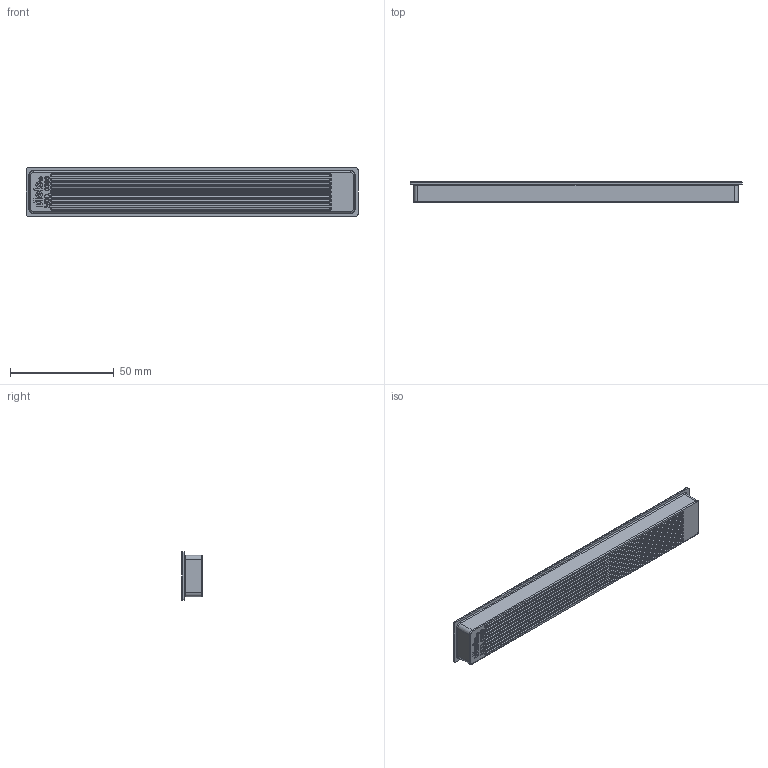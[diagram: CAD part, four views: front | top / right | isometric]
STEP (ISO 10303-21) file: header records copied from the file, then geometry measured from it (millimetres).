
FILE_DESCRIPTION(/* description */ (''),/* implementation_level */ '2;1');
FILE_NAME(/* name */ '0366_04.stp',/* time_stamp */ '2023-01-02T13:37:48+01:00',/* author */ ('jferrer'),/* organization */ (''),/* preprocessor_version */ 'ST-DEVELOPER v18.1',/* originating_system */ 'Autodesk Inventor 2022',/* authorisation */ '');
FILE_SCHEMA (('CONFIG_CONTROL_DESIGN'));
Length unit declared in the file: millimetre
Products named in the file (1): 0366_04
Bounding box: 160 x 10 x 23.6 mm (x, y, z)
Volume: 7632.1 mm3; surface area: 14379.4 mm2
Topology: 1 solids, 1 shells, 510 faces, 1348 edges, 876 vertices
Faces by surface type: plane 388, cylinder 70, torus 30, sphere 18, bspline 4
Full cylindrical faces by diameter (mm): 1.572 x1, 1.829 x1
Entity records: 15597 total; most frequent: CARTESIAN_POINT 2767, ORIENTED_EDGE 2696, DIRECTION 2554, EDGE_CURVE 1348, LINE 1156, VECTOR 1156, VERTEX_POINT 876, AXIS2_PLACEMENT_3D 699
